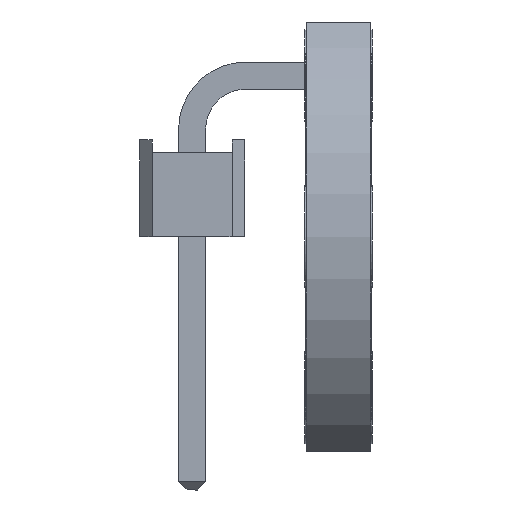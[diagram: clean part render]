
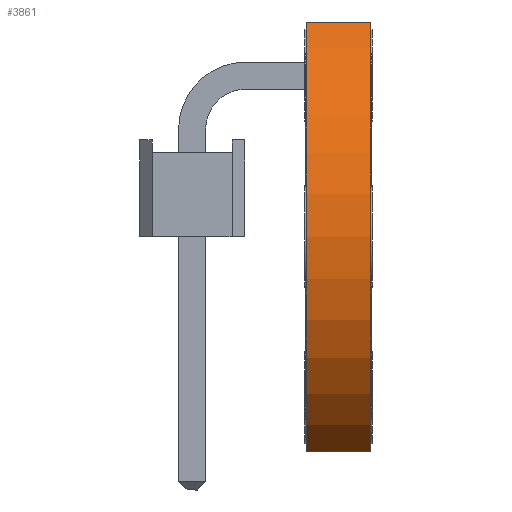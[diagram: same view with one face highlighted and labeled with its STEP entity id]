
A CAD part, left-side view. The second image highlights one B-rep face of the part: STEP entity #3861.
In plain terms, the highlighted cylindrical face has radius 6.091 mm (diameter 12.182 mm), a partial arc.
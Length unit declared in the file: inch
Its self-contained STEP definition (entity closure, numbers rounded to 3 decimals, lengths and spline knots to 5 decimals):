
#142 = FACE_OUTER_BOUND ( 'NONE', #3953, .T. ) ;
#240 = CARTESIAN_POINT ( 'NONE',  ( 0., 0.03, 0. ) ) ;
#559 = LINE ( 'NONE', #808, #2792 ) ;
#680 = CARTESIAN_POINT ( 'NONE',  ( 0., 0.03, 0. ) ) ;
#697 = VECTOR ( 'NONE', #3807, 39.37008 ) ;
#808 = CARTESIAN_POINT ( 'NONE',  ( -0.1323, 0.03, 0.2 ) ) ;
#1138 = DIRECTION ( 'NONE',  ( 0., 0., 1. ) ) ;
#1304 = CARTESIAN_POINT ( 'NONE',  ( 0., -0.03, 0. ) ) ;
#1361 = EDGE_CURVE ( 'NONE', #1656, #4657, #1731, .T. ) ;
#1366 = ORIENTED_EDGE ( 'NONE', *, *, #1361, .T. ) ;
#1656 = VERTEX_POINT ( 'NONE', #2659 ) ;
#1731 = LINE ( 'NONE', #2821, #697 ) ;
#1738 = DIRECTION ( 'NONE',  ( 0., 0., 1. ) ) ;
#2001 = CIRCLE ( 'NONE', #5458, 0.2398 ) ;
#2054 = ORIENTED_EDGE ( 'NONE', *, *, #2347, .F. ) ;
#2347 = EDGE_CURVE ( 'NONE', #1656, #2542, #3196, .T. ) ;
#2537 = ORIENTED_EDGE ( 'NONE', *, *, #5771, .F. ) ;
#2542 = VERTEX_POINT ( 'NONE', #2608 ) ;
#2608 = CARTESIAN_POINT ( 'NONE',  ( -0.1323, 0.03, 0.2 ) ) ;
#2659 = CARTESIAN_POINT ( 'NONE',  ( -0.1323, 0.03, -0.2 ) ) ;
#2761 = CARTESIAN_POINT ( 'NONE',  ( -0.1323, -0.03, 0.2 ) ) ;
#2792 = VECTOR ( 'NONE', #5277, 39.37008 ) ;
#2821 = CARTESIAN_POINT ( 'NONE',  ( -0.1323, 0.03, -0.2 ) ) ;
#2853 = EDGE_CURVE ( 'NONE', #4657, #5137, #2001, .T. ) ;
#2856 = AXIS2_PLACEMENT_3D ( 'NONE', #240, #3392, #5172 ) ;
#2873 = ORIENTED_EDGE ( 'NONE', *, *, #2853, .T. ) ;
#3196 = CIRCLE ( 'NONE', #4781, 0.2398 ) ;
#3297 = CARTESIAN_POINT ( 'NONE',  ( -0.1323, -0.03, -0.2 ) ) ;
#3392 = DIRECTION ( 'NONE',  ( 0., -1., 0. ) ) ;
#3807 = DIRECTION ( 'NONE',  ( 0., -1., 0. ) ) ;
#3811 = DIRECTION ( 'NONE',  ( 0., 1., 0. ) ) ;
#3861 = ADVANCED_FACE ( 'NONE', ( #142 ), #4631, .T. ) ;
#3953 = EDGE_LOOP ( 'NONE', ( #2873, #2537, #2054, #1366 ) ) ;
#4425 = DIRECTION ( 'NONE',  ( 0., 1., 0. ) ) ;
#4631 = CYLINDRICAL_SURFACE ( 'NONE', #2856, 0.2398 ) ;
#4657 = VERTEX_POINT ( 'NONE', #3297 ) ;
#4781 = AXIS2_PLACEMENT_3D ( 'NONE', #680, #3811, #1138 ) ;
#5137 = VERTEX_POINT ( 'NONE', #2761 ) ;
#5172 = DIRECTION ( 'NONE',  ( 0., 0., -1. ) ) ;
#5277 = DIRECTION ( 'NONE',  ( 0., -1., 0. ) ) ;
#5458 = AXIS2_PLACEMENT_3D ( 'NONE', #1304, #4425, #1738 ) ;
#5771 = EDGE_CURVE ( 'NONE', #2542, #5137, #559, .T. ) ;
